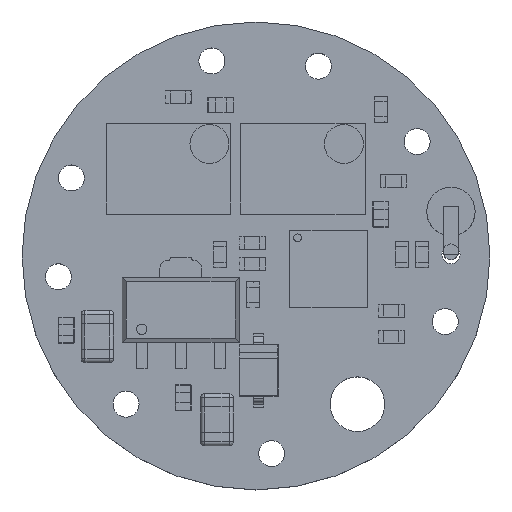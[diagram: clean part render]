
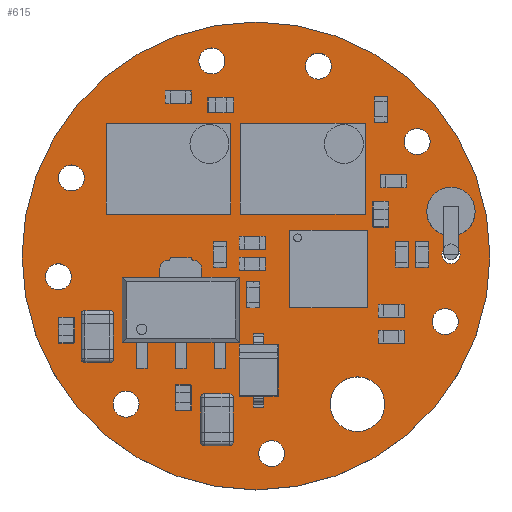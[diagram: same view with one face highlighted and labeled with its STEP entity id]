
A CAD part, top view. The second image highlights one B-rep face of the part: STEP entity #615.
In plain terms, the highlighted planar face has unit normal (0, 0, 1).
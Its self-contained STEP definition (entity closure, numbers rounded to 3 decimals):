
#184 = VERTEX_POINT('',#185);
#185 = CARTESIAN_POINT('',(18.,9.,1.55));
#191 = EDGE_CURVE('',#184,#184,#192,.T.);
#192 = CIRCLE('',#193,9.);
#193 = AXIS2_PLACEMENT_3D('',#194,#195,#196);
#194 = CARTESIAN_POINT('',(9.,9.,1.55));
#195 = DIRECTION('',(0.,0.,1.));
#196 = DIRECTION('',(1.,0.,-0.));
#217 = VERTEX_POINT('',#218);
#218 = CARTESIAN_POINT('',(4.5,3.3,1.55));
#224 = EDGE_CURVE('',#217,#217,#225,.T.);
#225 = CIRCLE('',#226,0.5);
#226 = AXIS2_PLACEMENT_3D('',#227,#228,#229);
#227 = CARTESIAN_POINT('',(4.,3.3,1.55));
#228 = DIRECTION('',(0.,0.,1.));
#229 = DIRECTION('',(1.,0.,-0.));
#250 = VERTEX_POINT('',#251);
#251 = CARTESIAN_POINT('',(10.1,1.4,1.55));
#257 = EDGE_CURVE('',#250,#250,#258,.T.);
#258 = CIRCLE('',#259,0.5);
#259 = AXIS2_PLACEMENT_3D('',#260,#261,#262);
#260 = CARTESIAN_POINT('',(9.6,1.4,1.55));
#261 = DIRECTION('',(0.,0.,1.));
#262 = DIRECTION('',(1.,0.,-0.));
#283 = VERTEX_POINT('',#284);
#284 = CARTESIAN_POINT('',(1.9,8.2,1.55));
#290 = EDGE_CURVE('',#283,#283,#291,.T.);
#291 = CIRCLE('',#292,0.5);
#292 = AXIS2_PLACEMENT_3D('',#293,#294,#295);
#293 = CARTESIAN_POINT('',(1.4,8.2,1.55));
#294 = DIRECTION('',(0.,0.,1.));
#295 = DIRECTION('',(1.,0.,-0.));
#316 = VERTEX_POINT('',#317);
#317 = CARTESIAN_POINT('',(2.4,12.,1.55));
#323 = EDGE_CURVE('',#316,#316,#324,.T.);
#324 = CIRCLE('',#325,0.5);
#325 = AXIS2_PLACEMENT_3D('',#326,#327,#328);
#326 = CARTESIAN_POINT('',(1.9,12.,1.55));
#327 = DIRECTION('',(0.,0.,1.));
#328 = DIRECTION('',(1.,0.,-0.));
#349 = VERTEX_POINT('',#350);
#350 = CARTESIAN_POINT('',(7.8,16.5,1.55));
#356 = EDGE_CURVE('',#349,#349,#357,.T.);
#357 = CIRCLE('',#358,0.5);
#358 = AXIS2_PLACEMENT_3D('',#359,#360,#361);
#359 = CARTESIAN_POINT('',(7.3,16.5,1.55));
#360 = DIRECTION('',(0.,0.,1.));
#361 = DIRECTION('',(1.,0.,-0.));
#382 = VERTEX_POINT('',#383);
#383 = CARTESIAN_POINT('',(13.95,3.3,1.55));
#389 = EDGE_CURVE('',#382,#382,#390,.T.);
#390 = CIRCLE('',#391,1.05);
#391 = AXIS2_PLACEMENT_3D('',#392,#393,#394);
#392 = CARTESIAN_POINT('',(12.9,3.3,1.55));
#393 = DIRECTION('',(0.,0.,1.));
#394 = DIRECTION('',(1.,0.,-0.));
#415 = VERTEX_POINT('',#416);
#416 = CARTESIAN_POINT('',(16.78,6.476,1.55));
#422 = EDGE_CURVE('',#415,#415,#423,.T.);
#423 = CIRCLE('',#424,0.5);
#424 = AXIS2_PLACEMENT_3D('',#425,#426,#427);
#425 = CARTESIAN_POINT('',(16.28,6.476,1.55));
#426 = DIRECTION('',(0.,0.,1.));
#427 = DIRECTION('',(1.,0.,-0.));
#448 = VERTEX_POINT('',#449);
#449 = CARTESIAN_POINT('',(16.85,9.05,1.55));
#455 = EDGE_CURVE('',#448,#448,#456,.T.);
#456 = CIRCLE('',#457,0.35);
#457 = AXIS2_PLACEMENT_3D('',#458,#459,#460);
#458 = CARTESIAN_POINT('',(16.5,9.05,1.55));
#459 = DIRECTION('',(0.,0.,1.));
#460 = DIRECTION('',(1.,0.,-0.));
#481 = VERTEX_POINT('',#482);
#482 = CARTESIAN_POINT('',(11.9,16.3,1.55));
#488 = EDGE_CURVE('',#481,#481,#489,.T.);
#489 = CIRCLE('',#490,0.5);
#490 = AXIS2_PLACEMENT_3D('',#491,#492,#493);
#491 = CARTESIAN_POINT('',(11.4,16.3,1.55));
#492 = DIRECTION('',(0.,0.,1.));
#493 = DIRECTION('',(1.,0.,-0.));
#514 = VERTEX_POINT('',#515);
#515 = CARTESIAN_POINT('',(16.85,10.7,1.55));
#521 = EDGE_CURVE('',#514,#514,#522,.T.);
#522 = CIRCLE('',#523,0.35);
#523 = AXIS2_PLACEMENT_3D('',#524,#525,#526);
#524 = CARTESIAN_POINT('',(16.5,10.7,1.55));
#525 = DIRECTION('',(0.,0.,1.));
#526 = DIRECTION('',(1.,0.,-0.));
#547 = VERTEX_POINT('',#548);
#548 = CARTESIAN_POINT('',(15.7,13.4,1.55));
#554 = EDGE_CURVE('',#547,#547,#555,.T.);
#555 = CIRCLE('',#556,0.5);
#556 = AXIS2_PLACEMENT_3D('',#557,#558,#559);
#557 = CARTESIAN_POINT('',(15.2,13.4,1.55));
#558 = DIRECTION('',(0.,0.,1.));
#559 = DIRECTION('',(1.,0.,-0.));
#615 = ADVANCED_FACE('',(#616,#619,#622,#625,#628,#631,#634,#637,#640,
    #643,#646,#649),#652,.T.);
#616 = FACE_BOUND('',#617,.T.);
#617 = EDGE_LOOP('',(#618));
#618 = ORIENTED_EDGE('',*,*,#191,.T.);
#619 = FACE_BOUND('',#620,.T.);
#620 = EDGE_LOOP('',(#621));
#621 = ORIENTED_EDGE('',*,*,#224,.F.);
#622 = FACE_BOUND('',#623,.T.);
#623 = EDGE_LOOP('',(#624));
#624 = ORIENTED_EDGE('',*,*,#257,.F.);
#625 = FACE_BOUND('',#626,.T.);
#626 = EDGE_LOOP('',(#627));
#627 = ORIENTED_EDGE('',*,*,#290,.F.);
#628 = FACE_BOUND('',#629,.T.);
#629 = EDGE_LOOP('',(#630));
#630 = ORIENTED_EDGE('',*,*,#323,.F.);
#631 = FACE_BOUND('',#632,.T.);
#632 = EDGE_LOOP('',(#633));
#633 = ORIENTED_EDGE('',*,*,#356,.F.);
#634 = FACE_BOUND('',#635,.T.);
#635 = EDGE_LOOP('',(#636));
#636 = ORIENTED_EDGE('',*,*,#389,.F.);
#637 = FACE_BOUND('',#638,.T.);
#638 = EDGE_LOOP('',(#639));
#639 = ORIENTED_EDGE('',*,*,#422,.F.);
#640 = FACE_BOUND('',#641,.T.);
#641 = EDGE_LOOP('',(#642));
#642 = ORIENTED_EDGE('',*,*,#455,.F.);
#643 = FACE_BOUND('',#644,.T.);
#644 = EDGE_LOOP('',(#645));
#645 = ORIENTED_EDGE('',*,*,#488,.F.);
#646 = FACE_BOUND('',#647,.T.);
#647 = EDGE_LOOP('',(#648));
#648 = ORIENTED_EDGE('',*,*,#521,.F.);
#649 = FACE_BOUND('',#650,.T.);
#650 = EDGE_LOOP('',(#651));
#651 = ORIENTED_EDGE('',*,*,#554,.F.);
#652 = PLANE('',#653);
#653 = AXIS2_PLACEMENT_3D('',#654,#655,#656);
#654 = CARTESIAN_POINT('',(9.,9.,1.55));
#655 = DIRECTION('',(0.,0.,1.));
#656 = DIRECTION('',(1.,0.,-0.));
